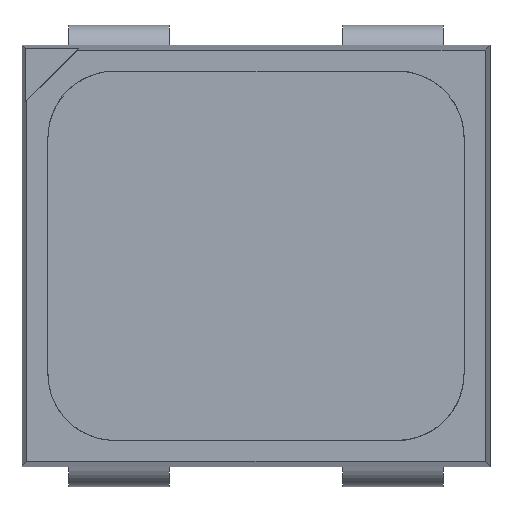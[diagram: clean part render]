
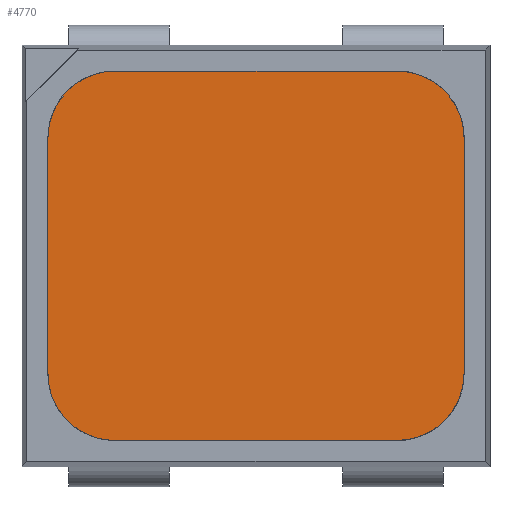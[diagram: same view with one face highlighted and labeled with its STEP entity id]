
A CAD part, top view. The second image highlights one B-rep face of the part: STEP entity #4770.
In plain terms, the highlighted planar face has unit normal (0, 0, 1).
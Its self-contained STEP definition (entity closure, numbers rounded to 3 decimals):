
#1661=DIRECTION('',(0.,1.,0.));
#1662=VECTOR('',#1661,1.762);
#1663=CARTESIAN_POINT('',(1.562,-0.876,
-0.001));
#1664=LINE('',#1663,#1662);
#1669=CARTESIAN_POINT('',(1.062,-1.376,
-0.001));
#1670=CARTESIAN_POINT('',(1.09,-1.376,
-0.001));
#1671=CARTESIAN_POINT('',(1.147,-1.371,
-0.001));
#1672=CARTESIAN_POINT('',(1.232,-1.349,
-0.001));
#1673=CARTESIAN_POINT('',(1.312,-1.312,
-0.001));
#1674=CARTESIAN_POINT('',(1.384,-1.261,
-0.001));
#1675=CARTESIAN_POINT('',(1.447,-1.199,
-0.001));
#1676=CARTESIAN_POINT('',(1.497,-1.126,
-0.001));
#1677=CARTESIAN_POINT('',(1.534,-1.046,
-0.001));
#1678=CARTESIAN_POINT('',(1.557,-0.962,
-0.001));
#1679=CARTESIAN_POINT('',(1.562,-0.905,
-0.001));
#1680=CARTESIAN_POINT('',(1.562,-0.876,
-0.001));
#1699=DIRECTION('',(1.,0.,0.));
#1700=VECTOR('',#1699,2.112);
#1701=CARTESIAN_POINT('',(-1.05,-1.376,
-0.001));
#1702=LINE('',#1701,#1700);
#1707=CARTESIAN_POINT('',(-1.55,-0.876,
-0.001));
#1708=CARTESIAN_POINT('',(-1.55,-0.905,
-0.001));
#1709=CARTESIAN_POINT('',(-1.545,-0.962,
-0.001));
#1710=CARTESIAN_POINT('',(-1.523,-1.046,
-0.001));
#1711=CARTESIAN_POINT('',(-1.486,-1.126,
-0.001));
#1712=CARTESIAN_POINT('',(-1.435,-1.199,
-0.001));
#1713=CARTESIAN_POINT('',(-1.373,-1.261,
-0.001));
#1714=CARTESIAN_POINT('',(-1.3,-1.312,
-0.001));
#1715=CARTESIAN_POINT('',(-1.221,-1.349,
-0.001));
#1716=CARTESIAN_POINT('',(-1.136,-1.371,
-0.001));
#1717=CARTESIAN_POINT('',(-1.079,-1.376,
-0.001));
#1718=CARTESIAN_POINT('',(-1.05,-1.376,
-0.001));
#1737=DIRECTION('',(0.,-1.,0.));
#1738=VECTOR('',#1737,1.762);
#1739=CARTESIAN_POINT('',(-1.55,0.886,
-0.001));
#1740=LINE('',#1739,#1738);
#1745=CARTESIAN_POINT('',(-1.05,1.386,
-0.001));
#1746=CARTESIAN_POINT('',(-1.079,1.386,
-0.001));
#1747=CARTESIAN_POINT('',(-1.136,1.381,
-0.001));
#1748=CARTESIAN_POINT('',(-1.221,1.359,
-0.001));
#1749=CARTESIAN_POINT('',(-1.3,1.322,
-0.001));
#1750=CARTESIAN_POINT('',(-1.373,1.271,
-0.001));
#1751=CARTESIAN_POINT('',(-1.435,1.209,
-0.001));
#1752=CARTESIAN_POINT('',(-1.486,1.136,
-0.001));
#1753=CARTESIAN_POINT('',(-1.523,1.057,
-0.001));
#1754=CARTESIAN_POINT('',(-1.545,0.972,
-0.001));
#1755=CARTESIAN_POINT('',(-1.55,0.915,
-0.001));
#1756=CARTESIAN_POINT('',(-1.55,0.886,
-0.001));
#1775=DIRECTION('',(-1.,0.,0.));
#1776=VECTOR('',#1775,2.112);
#1777=CARTESIAN_POINT('',(1.062,1.386,
-0.001));
#1778=LINE('',#1777,#1776);
#1783=CARTESIAN_POINT('',(1.562,0.886,
-0.001));
#1784=CARTESIAN_POINT('',(1.562,0.915,
-0.001));
#1785=CARTESIAN_POINT('',(1.557,0.972,
-0.001));
#1786=CARTESIAN_POINT('',(1.534,1.057,
-0.001));
#1787=CARTESIAN_POINT('',(1.497,1.136,
-0.001));
#1788=CARTESIAN_POINT('',(1.447,1.209,
-0.001));
#1789=CARTESIAN_POINT('',(1.384,1.271,
-0.001));
#1790=CARTESIAN_POINT('',(1.312,1.322,
-0.001));
#1791=CARTESIAN_POINT('',(1.232,1.359,
-0.001));
#1792=CARTESIAN_POINT('',(1.147,1.381,
-0.001));
#1793=CARTESIAN_POINT('',(1.09,1.386,
-0.001));
#1794=CARTESIAN_POINT('',(1.062,1.386,
-0.001));
#2314=CARTESIAN_POINT('',(1.562,-0.876,
-0.001));
#2315=CARTESIAN_POINT('',(1.562,0.886,
-0.001));
#2316=VERTEX_POINT('',#2314);
#2317=VERTEX_POINT('',#2315);
#2318=VERTEX_POINT('',#1669);
#2319=CARTESIAN_POINT('',(-1.05,-1.376,
-0.001));
#2320=VERTEX_POINT('',#2319);
#2321=VERTEX_POINT('',#1707);
#2322=CARTESIAN_POINT('',(-1.55,0.886,
-0.001));
#2323=VERTEX_POINT('',#2322);
#2324=VERTEX_POINT('',#1745);
#2325=CARTESIAN_POINT('',(1.062,1.386,
-0.001));
#2326=VERTEX_POINT('',#2325);
#4748=CARTESIAN_POINT('',(0.006,0.005,
-0.001));
#4749=DIRECTION('',(0.,0.,1.));
#4750=DIRECTION('',(0.,1.,0.));
#4751=AXIS2_PLACEMENT_3D('',#4748,#4749,#4750);
#4752=PLANE('',#4751);
#4753=ORIENTED_EDGE('',*,*,#4738,.F.);
#4755=ORIENTED_EDGE('',*,*,#4754,.F.);
#4757=ORIENTED_EDGE('',*,*,#4756,.F.);
#4759=ORIENTED_EDGE('',*,*,#4758,.F.);
#4761=ORIENTED_EDGE('',*,*,#4760,.F.);
#4763=ORIENTED_EDGE('',*,*,#4762,.F.);
#4765=ORIENTED_EDGE('',*,*,#4764,.F.);
#4767=ORIENTED_EDGE('',*,*,#4766,.F.);
#4768=EDGE_LOOP('',(#4753,#4755,#4757,#4759,#4761,#4763,#4765,#4767));
#4769=FACE_OUTER_BOUND('',#4768,.F.);
#4770=ADVANCED_FACE('',(#4769),#4752,.T.);
#1681=B_SPLINE_CURVE_WITH_KNOTS('',3,(#1669,#1670,#1671,#1672,#1673,#1674,#1675,
#1676,#1677,#1678,#1679,#1680),.UNSPECIFIED.,.F.,.F.,(4,1,1,1,1,1,1,1,1,4),
(0.,0.111,0.222,0.333,0.444,
0.556,0.667,0.778,0.889,1.),
.UNSPECIFIED.);
#1719=B_SPLINE_CURVE_WITH_KNOTS('',3,(#1707,#1708,#1709,#1710,#1711,#1712,#1713,
#1714,#1715,#1716,#1717,#1718),.UNSPECIFIED.,.F.,.F.,(4,1,1,1,1,1,1,1,1,4),
(0.,0.111,0.222,0.333,0.444,
0.556,0.667,0.778,0.889,1.),
.UNSPECIFIED.);
#1757=B_SPLINE_CURVE_WITH_KNOTS('',3,(#1745,#1746,#1747,#1748,#1749,#1750,#1751,
#1752,#1753,#1754,#1755,#1756),.UNSPECIFIED.,.F.,.F.,(4,1,1,1,1,1,1,1,1,4),
(0.,0.111,0.222,0.333,0.444,
0.556,0.667,0.778,0.889,1.),
.UNSPECIFIED.);
#1795=B_SPLINE_CURVE_WITH_KNOTS('',3,(#1783,#1784,#1785,#1786,#1787,#1788,#1789,
#1790,#1791,#1792,#1793,#1794),.UNSPECIFIED.,.F.,.F.,(4,1,1,1,1,1,1,1,1,4),
(0.,0.111,0.222,0.333,0.444,
0.556,0.667,0.778,0.889,1.),
.UNSPECIFIED.);
#4738=EDGE_CURVE('',#2316,#2317,#1664,.T.);
#4754=EDGE_CURVE('',#2318,#2316,#1681,.T.);
#4756=EDGE_CURVE('',#2320,#2318,#1702,.T.);
#4758=EDGE_CURVE('',#2321,#2320,#1719,.T.);
#4760=EDGE_CURVE('',#2323,#2321,#1740,.T.);
#4762=EDGE_CURVE('',#2324,#2323,#1757,.T.);
#4764=EDGE_CURVE('',#2326,#2324,#1778,.T.);
#4766=EDGE_CURVE('',#2317,#2326,#1795,.T.);
